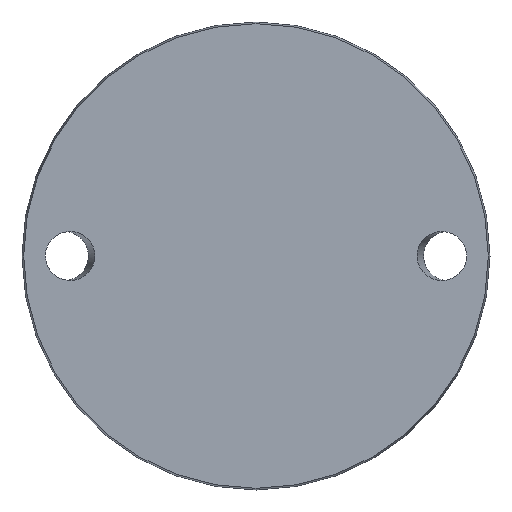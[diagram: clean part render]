
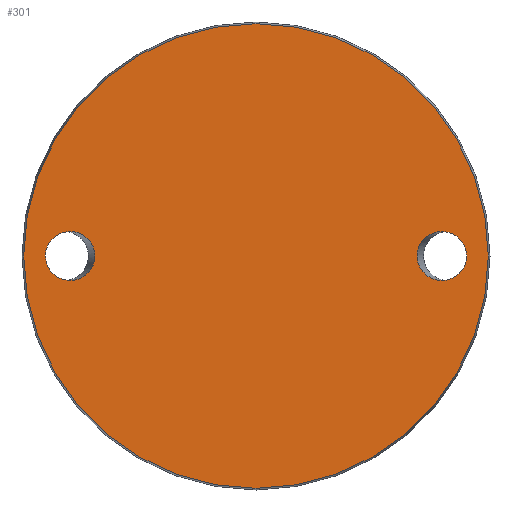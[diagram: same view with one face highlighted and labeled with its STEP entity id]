
A CAD part, front view. The second image highlights one B-rep face of the part: STEP entity #301.
In plain terms, the highlighted planar face has unit normal (0, -1, 0).
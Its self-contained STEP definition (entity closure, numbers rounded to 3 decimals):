
#3 = CARTESIAN_POINT ( 'NONE',  ( -78.425, 0., 0. ) ) ;
#67 = PLANE ( 'NONE',  #140 ) ;
#85 = CARTESIAN_POINT ( 'NONE',  ( 54.385, 0., 16.5 ) ) ;
#93 = CARTESIAN_POINT ( 'NONE',  ( 71.115, 0., 0. ) ) ;
#97 = DIRECTION ( 'NONE',  ( 0., -1., 0. ) ) ;
#109 = VERTEX_POINT ( 'NONE', #289 ) ;
#125 = EDGE_CURVE ( 'NONE', #225, #225, #401, .T. ) ;
#130 = ORIENTED_EDGE ( 'NONE', *, *, #294, .T. ) ;
#140 = AXIS2_PLACEMENT_3D ( 'NONE', #3, #250, #191 ) ;
#149 = CARTESIAN_POINT ( 'NONE',  ( 71.115, 0., -16.5 ) ) ;
#166 = ORIENTED_EDGE ( 'NONE', *, *, #125, .T. ) ;
#191 = DIRECTION ( 'NONE',  ( 0., 0., 1. ) ) ;
#201 = CARTESIAN_POINT ( 'NONE',  ( 71.115, 0., 16.5 ) ) ;
#211 = CARTESIAN_POINT ( 'NONE',  ( 71.115, 0., 0. ) ) ;
#225 = VERTEX_POINT ( 'NONE', #661 ) ;
#250 = DIRECTION ( 'NONE',  ( 0., 1., 0. ) ) ;
#253 = CARTESIAN_POINT ( 'NONE',  ( -54.385, 0., 0. ) ) ;
#287 = EDGE_LOOP ( 'NONE', ( #130 ) ) ;
#289 = CARTESIAN_POINT ( 'NONE',  ( -71.115, 0., 0. ) ) ;
#294 = EDGE_CURVE ( 'NONE', #109, #109, #538, .T. ) ;
#301 = ADVANCED_FACE ( 'NONE', ( #433, #673, #615 ), #67, .F. ) ;
#320 = VERTEX_POINT ( 'NONE', #486 ) ;
#374 = ORIENTED_EDGE ( 'NONE', *, *, #424, .T. ) ;
#393 = CARTESIAN_POINT ( 'NONE',  ( 54.385, 0., 0. ) ) ;
#401 =( BOUNDED_CURVE ( )  B_SPLINE_CURVE ( 3, ( #211, #149, #630, #393, #85, #201, #93 ),
 .UNSPECIFIED., .T., .F. ) 
 B_SPLINE_CURVE_WITH_KNOTS ( ( 4, 3, 4 ),
 ( 0., 3.142, 6.283 ),
 .UNSPECIFIED. ) 
 CURVE ( )  GEOMETRIC_REPRESENTATION_ITEM ( )  RATIONAL_B_SPLINE_CURVE ( ( 1., 0.333, 0.333, 1., 0.333, 0.333, 1. ) ) 
 REPRESENTATION_ITEM ( '' )  );
#424 = EDGE_CURVE ( 'NONE', #320, #320, #573, .T. ) ;
#429 = CARTESIAN_POINT ( 'NONE',  ( -71.115, 0., 16.5 ) ) ;
#433 = FACE_BOUND ( 'NONE', #287, .T. ) ;
#486 = CARTESIAN_POINT ( 'NONE',  ( 0., 0., -78.425 ) ) ;
#538 =( BOUNDED_CURVE ( )  B_SPLINE_CURVE ( 3, ( #666, #429, #793, #253, #730, #736, #740 ),
 .UNSPECIFIED., .T., .F. ) 
 B_SPLINE_CURVE_WITH_KNOTS ( ( 4, 3, 4 ),
 ( 0., 3.142, 6.283 ),
 .UNSPECIFIED. ) 
 CURVE ( )  GEOMETRIC_REPRESENTATION_ITEM ( )  RATIONAL_B_SPLINE_CURVE ( ( 1., 0.333, 0.333, 1., 0.333, 0.333, 1. ) ) 
 REPRESENTATION_ITEM ( '' )  );
#573 = CIRCLE ( 'NONE', #599, 78.425 ) ;
#599 = AXIS2_PLACEMENT_3D ( 'NONE', #645, #97, #695 ) ;
#615 = FACE_OUTER_BOUND ( 'NONE', #674, .T. ) ;
#630 = CARTESIAN_POINT ( 'NONE',  ( 54.385, 0., -16.5 ) ) ;
#645 = CARTESIAN_POINT ( 'NONE',  ( 0., 0., 0. ) ) ;
#661 = CARTESIAN_POINT ( 'NONE',  ( 71.115, 0., 0. ) ) ;
#666 = CARTESIAN_POINT ( 'NONE',  ( -71.115, 0., 0. ) ) ;
#673 = FACE_BOUND ( 'NONE', #776, .T. ) ;
#674 = EDGE_LOOP ( 'NONE', ( #374 ) ) ;
#695 = DIRECTION ( 'NONE',  ( 0., 0., -1. ) ) ;
#730 = CARTESIAN_POINT ( 'NONE',  ( -54.385, 0., -16.5 ) ) ;
#736 = CARTESIAN_POINT ( 'NONE',  ( -71.115, 0., -16.5 ) ) ;
#740 = CARTESIAN_POINT ( 'NONE',  ( -71.115, 0., 0. ) ) ;
#776 = EDGE_LOOP ( 'NONE', ( #166 ) ) ;
#793 = CARTESIAN_POINT ( 'NONE',  ( -54.385, 0., 16.5 ) ) ;
